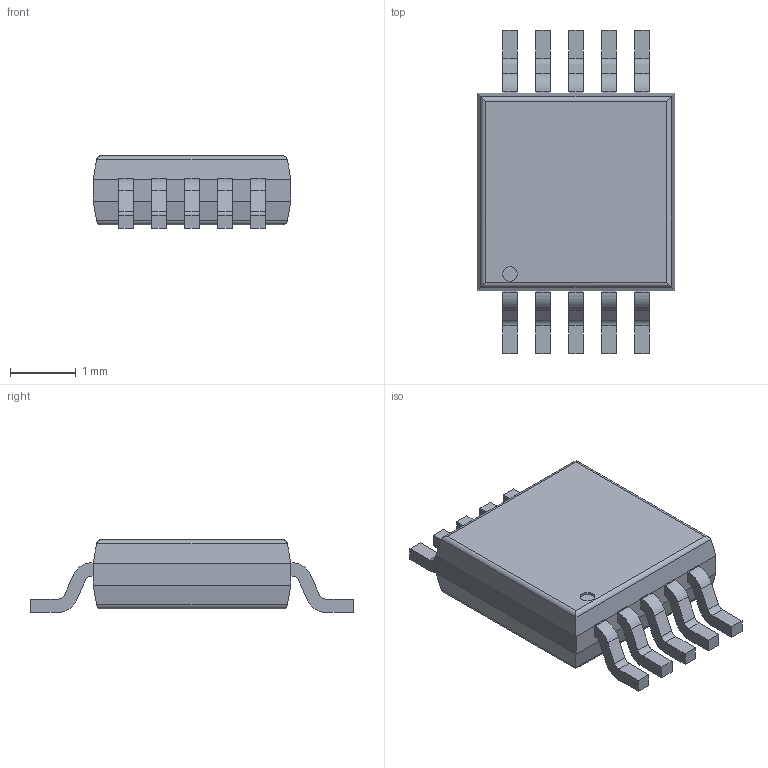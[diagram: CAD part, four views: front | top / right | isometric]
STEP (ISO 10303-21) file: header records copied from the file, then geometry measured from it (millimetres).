
FILE_DESCRIPTION (( 'STEP AP214' ), '1' );
FILE_NAME ( 'SOP10P.STEP', '2024-12-19T16:39:30', ( '' ), ( '' ), '', '©2017-2022 PCBL', '' );
FILE_SCHEMA (( 'AUTOMOTIVE_DESIGN' ));
Length unit declared in the file: millimetre
Products named in the file (1): SOP10P
Bounding box: 3 x 4.9 x 1.1 mm (x, y, z)
Volume: 9.7 mm3; surface area: 39.9 mm2
Topology: 11 solids, 11 shells, 165 faces, 410 edges, 268 vertices
Faces by surface type: plane 115, cylinder 50
Entity records: 5481 total; most frequent: CARTESIAN_POINT 868, ORIENTED_EDGE 820, DIRECTION 818, EDGE_CURVE 410, VECTOR 318, LINE 318, VERTEX_POINT 268, AXIS2_PLACEMENT_3D 250
